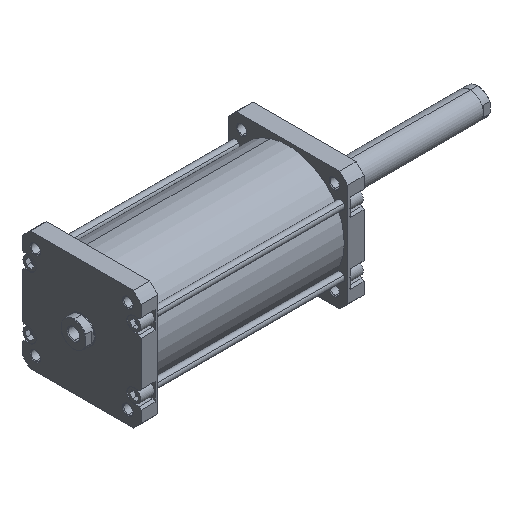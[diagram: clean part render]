
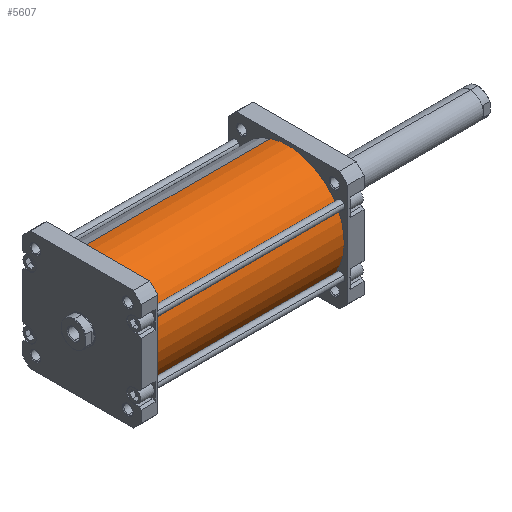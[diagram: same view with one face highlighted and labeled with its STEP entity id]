
A CAD part, isometric view. The second image highlights one B-rep face of the part: STEP entity #5607.
In plain terms, the highlighted cylindrical face has radius 85 mm (diameter 170 mm), a partial arc.
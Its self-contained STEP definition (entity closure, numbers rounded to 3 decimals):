
#722 = CARTESIAN_POINT ( 'NONE',  ( 85., 0., 287. ) ) ;
#723 = CARTESIAN_POINT ( 'NONE',  ( -85., 0., 287. ) ) ;
#724 = CARTESIAN_POINT ( 'NONE',  ( 85., 0., 0. ) ) ;
#725 = CARTESIAN_POINT ( 'NONE',  ( -85., 0., 0. ) ) ;
#1056 = DIRECTION ( 'NONE',  ( -1., 0., 0. ) ) ;
#1057 = DIRECTION ( 'NONE',  ( 0., 0., -1. ) ) ;
#1058 = CARTESIAN_POINT ( 'NONE',  ( 0., 0., 287. ) ) ;
#1965 = CYLINDRICAL_SURFACE ( 'NONE', #4562, 85. ) ;
#1966 = FACE_OUTER_BOUND ( 'NONE', #2545, .T. ) ;
#2545 = EDGE_LOOP ( 'NONE', ( #3377, #3191, #3193, #3162 ) ) ;
#2684 = EDGE_CURVE ( 'NONE', #4885, #4887, #3448, .T. ) ;
#2686 = EDGE_CURVE ( 'NONE', #4886, #4888, #3450, .T. ) ;
#2687 = EDGE_CURVE ( 'NONE', #4886, #4885, #3453, .T. ) ;
#2689 = EDGE_CURVE ( 'NONE', #4888, #4887, #3457, .T. ) ;
#3162 = ORIENTED_EDGE ( 'NONE', *, *, #2689, .T. ) ;
#3191 = ORIENTED_EDGE ( 'NONE', *, *, #2687, .F. ) ;
#3193 = ORIENTED_EDGE ( 'NONE', *, *, #2686, .T. ) ;
#3377 = ORIENTED_EDGE ( 'NONE', *, *, #2684, .F. ) ;
#3437 = VECTOR ( 'NONE', #5157, 1000. ) ;
#3445 = VECTOR ( 'NONE', #5161, 1000. ) ;
#3448 = LINE ( 'NONE', #5150, #3437 ) ;
#3450 = LINE ( 'NONE', #5147, #3445 ) ;
#3453 = CIRCLE ( 'NONE', #4338, 85. ) ;
#3457 = CIRCLE ( 'NONE', #4342, 85. ) ;
#4338 = AXIS2_PLACEMENT_3D ( 'NONE', #5162, #5164, #5165 ) ;
#4342 = AXIS2_PLACEMENT_3D ( 'NONE', #5163, #5170, #5171 ) ;
#4562 = AXIS2_PLACEMENT_3D ( 'NONE', #1058, #1057, #1056 ) ;
#4885 = VERTEX_POINT ( 'NONE', #722 ) ;
#4886 = VERTEX_POINT ( 'NONE', #723 ) ;
#4887 = VERTEX_POINT ( 'NONE', #724 ) ;
#4888 = VERTEX_POINT ( 'NONE', #725 ) ;
#5147 = CARTESIAN_POINT ( 'NONE',  ( -85., 0., 287. ) ) ;
#5150 = CARTESIAN_POINT ( 'NONE',  ( 85., 0., 287. ) ) ;
#5157 = DIRECTION ( 'NONE',  ( 0., 0., -1. ) ) ;
#5161 = DIRECTION ( 'NONE',  ( 0., 0., -1. ) ) ;
#5162 = CARTESIAN_POINT ( 'NONE',  ( 0., 0., 287. ) ) ;
#5163 = CARTESIAN_POINT ( 'NONE',  ( 0., 0., 0. ) ) ;
#5164 = DIRECTION ( 'NONE',  ( 0., 0., 1. ) ) ;
#5165 = DIRECTION ( 'NONE',  ( 1., 0., 0. ) ) ;
#5170 = DIRECTION ( 'NONE',  ( 0., 0., 1. ) ) ;
#5171 = DIRECTION ( 'NONE',  ( 1., 0., 0. ) ) ;
#5607 = ADVANCED_FACE ( 'NONE', ( #1966 ), #1965, .T. ) ;
